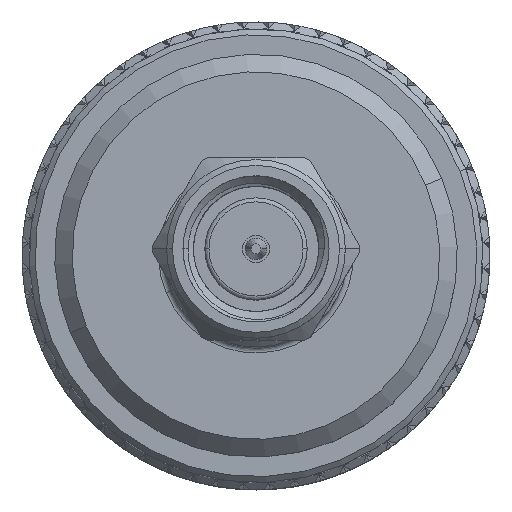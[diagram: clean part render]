
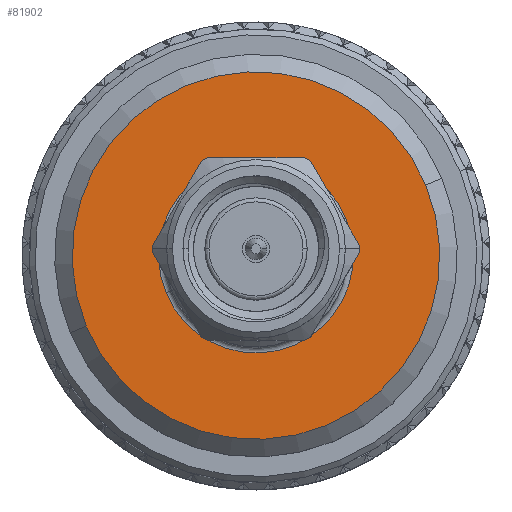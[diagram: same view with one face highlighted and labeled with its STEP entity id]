
A CAD part, top view. The second image highlights one B-rep face of the part: STEP entity #81902.
In plain terms, the highlighted face is planar.
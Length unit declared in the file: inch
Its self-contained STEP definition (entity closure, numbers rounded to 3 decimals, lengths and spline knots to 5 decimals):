
#1037 = VERTEX_POINT ( 'NONE', #75830 ) ;
#7031 = PLANE ( 'NONE',  #8310 ) ;
#8310 = AXIS2_PLACEMENT_3D ( 'NONE', #102657, #70249, #70597 ) ;
#8747 = FACE_OUTER_BOUND ( 'NONE', #71354, .T. ) ;
#9535 = CIRCLE ( 'NONE', #29143, 0.31446 ) ;
#9589 = VERTEX_POINT ( 'NONE', #25362 ) ;
#12753 = AXIS2_PLACEMENT_3D ( 'NONE', #101248, #85594, #62311 ) ;
#14019 = DIRECTION ( 'NONE',  ( 0., 0., -1. ) ) ;
#19965 = AXIS2_PLACEMENT_3D ( 'NONE', #37017, #44680, #14019 ) ;
#20605 = CIRCLE ( 'NONE', #12753, 0.31446 ) ;
#25362 = CARTESIAN_POINT ( 'NONE',  ( 0.80224, 0., 0.16669 ) ) ;
#25964 = DIRECTION ( 'NONE',  ( 0., 0., -1. ) ) ;
#29143 = AXIS2_PLACEMENT_3D ( 'NONE', #57490, #56803, #25964 ) ;
#33570 = ORIENTED_EDGE ( 'NONE', *, *, #40338, .T. ) ;
#35019 = EDGE_CURVE ( 'NONE', #1037, #98231, #20605, .T. ) ;
#37017 = CARTESIAN_POINT ( 'NONE',  ( 0.80224, 0., 0. ) ) ;
#40338 = EDGE_CURVE ( 'NONE', #9589, #59196, #96843, .T. ) ;
#41644 = ORIENTED_EDGE ( 'NONE', *, *, #87224, .T. ) ;
#44680 = DIRECTION ( 'NONE',  ( -1., 0., 0. ) ) ;
#47606 = DIRECTION ( 'NONE',  ( -1., 0., 0. ) ) ;
#53791 = EDGE_LOOP ( 'NONE', ( #41644, #33570 ) ) ;
#54897 = CARTESIAN_POINT ( 'NONE',  ( 0.80224, 0., 0. ) ) ;
#54928 = AXIS2_PLACEMENT_3D ( 'NONE', #54897, #47606, #70109 ) ;
#56803 = DIRECTION ( 'NONE',  ( 1., 0., 0. ) ) ;
#57490 = CARTESIAN_POINT ( 'NONE',  ( 0.80224, 0., 0. ) ) ;
#58854 = EDGE_CURVE ( 'NONE', #98231, #1037, #9535, .T. ) ;
#59196 = VERTEX_POINT ( 'NONE', #95651 ) ;
#62311 = DIRECTION ( 'NONE',  ( 0., 0., -1. ) ) ;
#68138 = ORIENTED_EDGE ( 'NONE', *, *, #58854, .T. ) ;
#70109 = DIRECTION ( 'NONE',  ( 0., 0., -1. ) ) ;
#70249 = DIRECTION ( 'NONE',  ( 1., 0., 0. ) ) ;
#70597 = DIRECTION ( 'NONE',  ( 0., 0., -1. ) ) ;
#71354 = EDGE_LOOP ( 'NONE', ( #68138, #95116 ) ) ;
#75830 = CARTESIAN_POINT ( 'NONE',  ( 0.80224, 0., -0.31446 ) ) ;
#81902 = ADVANCED_FACE ( 'NONE', ( #8747, #89648 ), #7031, .T. ) ;
#85594 = DIRECTION ( 'NONE',  ( 1., 0., 0. ) ) ;
#87224 = EDGE_CURVE ( 'NONE', #59196, #9589, #89759, .T. ) ;
#89648 = FACE_BOUND ( 'NONE', #53791, .T. ) ;
#89759 = CIRCLE ( 'NONE', #54928, 0.16669 ) ;
#95116 = ORIENTED_EDGE ( 'NONE', *, *, #35019, .T. ) ;
#95651 = CARTESIAN_POINT ( 'NONE',  ( 0.80224, 0., -0.16669 ) ) ;
#96843 = CIRCLE ( 'NONE', #19965, 0.16669 ) ;
#98231 = VERTEX_POINT ( 'NONE', #101922 ) ;
#101248 = CARTESIAN_POINT ( 'NONE',  ( 0.80224, 0., 0. ) ) ;
#101922 = CARTESIAN_POINT ( 'NONE',  ( 0.80224, 0., 0.31446 ) ) ;
#102657 = CARTESIAN_POINT ( 'NONE',  ( 0.80224, 0.34446, 0. ) ) ;
